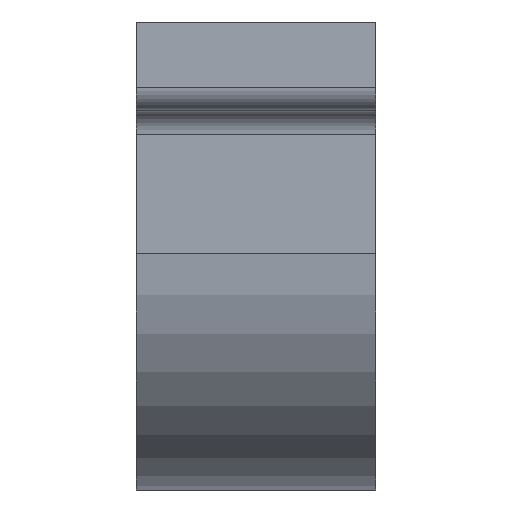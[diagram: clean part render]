
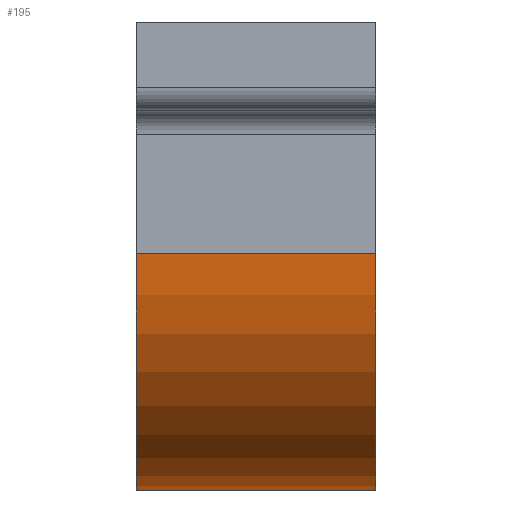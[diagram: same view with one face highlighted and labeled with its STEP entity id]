
A CAD part, left-side view. The second image highlights one B-rep face of the part: STEP entity #195.
In plain terms, the highlighted cylindrical face has radius 12.636 mm (diameter 25.273 mm), a partial arc.
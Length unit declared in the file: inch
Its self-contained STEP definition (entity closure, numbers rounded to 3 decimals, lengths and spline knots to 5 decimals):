
#13 = CARTESIAN_POINT ( 'NONE',  ( -0.4975, 0.505, 0. ) ) ;
#25 = CARTESIAN_POINT ( 'NONE',  ( 0., 0.505, -0.4975 ) ) ;
#126 = VECTOR ( 'NONE', #330, 39.37008 ) ;
#134 = ORIENTED_EDGE ( 'NONE', *, *, #735, .T. ) ;
#148 = VECTOR ( 'NONE', #222, 39.37008 ) ;
#195 = ADVANCED_FACE ( 'NONE', ( #260 ), #788, .T. ) ;
#201 = ORIENTED_EDGE ( 'NONE', *, *, #748, .F. ) ;
#222 = DIRECTION ( 'NONE',  ( 0., -1., 0. ) ) ;
#259 = VERTEX_POINT ( 'NONE', #25 ) ;
#260 = FACE_OUTER_BOUND ( 'NONE', #745, .T. ) ;
#261 = CARTESIAN_POINT ( 'NONE',  ( 0., 0.505, 0. ) ) ;
#318 = ORIENTED_EDGE ( 'NONE', *, *, #730, .F. ) ;
#324 = LINE ( 'NONE', #782, #126 ) ;
#329 = ORIENTED_EDGE ( 'NONE', *, *, #742, .T. ) ;
#330 = DIRECTION ( 'NONE',  ( 0., -1., 0. ) ) ;
#338 = DIRECTION ( 'NONE',  ( 0., 0., 1. ) ) ;
#350 = CIRCLE ( 'NONE', #687, 0.4975 ) ;
#382 = AXIS2_PLACEMENT_3D ( 'NONE', #749, #529, #447 ) ;
#406 = DIRECTION ( 'NONE',  ( 0., 1., 0. ) ) ;
#415 = CARTESIAN_POINT ( 'NONE',  ( -0.4975, 0.505, 0. ) ) ;
#447 = DIRECTION ( 'NONE',  ( 0., 0., -1. ) ) ;
#465 = VERTEX_POINT ( 'NONE', #594 ) ;
#526 = CIRCLE ( 'NONE', #671, 0.4975 ) ;
#529 = DIRECTION ( 'NONE',  ( 0., -1., 0. ) ) ;
#559 = VERTEX_POINT ( 'NONE', #718 ) ;
#594 = CARTESIAN_POINT ( 'NONE',  ( -0.4975, 0., 0. ) ) ;
#671 = AXIS2_PLACEMENT_3D ( 'NONE', #261, #784, #338 ) ;
#687 = AXIS2_PLACEMENT_3D ( 'NONE', #850, #406, #920 ) ;
#718 = CARTESIAN_POINT ( 'NONE',  ( 0., 0., -0.4975 ) ) ;
#730 = EDGE_CURVE ( 'NONE', #774, #465, #936, .T. ) ;
#735 = EDGE_CURVE ( 'NONE', #559, #465, #350, .T. ) ;
#742 = EDGE_CURVE ( 'NONE', #259, #559, #324, .T. ) ;
#745 = EDGE_LOOP ( 'NONE', ( #201, #329, #134, #318 ) ) ;
#748 = EDGE_CURVE ( 'NONE', #259, #774, #526, .T. ) ;
#749 = CARTESIAN_POINT ( 'NONE',  ( 0., 0.505, 0. ) ) ;
#774 = VERTEX_POINT ( 'NONE', #415 ) ;
#782 = CARTESIAN_POINT ( 'NONE',  ( 0., 0.505, -0.4975 ) ) ;
#784 = DIRECTION ( 'NONE',  ( 0., 1., 0. ) ) ;
#788 = CYLINDRICAL_SURFACE ( 'NONE', #382, 0.4975 ) ;
#850 = CARTESIAN_POINT ( 'NONE',  ( 0., 0., 0. ) ) ;
#920 = DIRECTION ( 'NONE',  ( 0., 0., 1. ) ) ;
#936 = LINE ( 'NONE', #13, #148 ) ;
